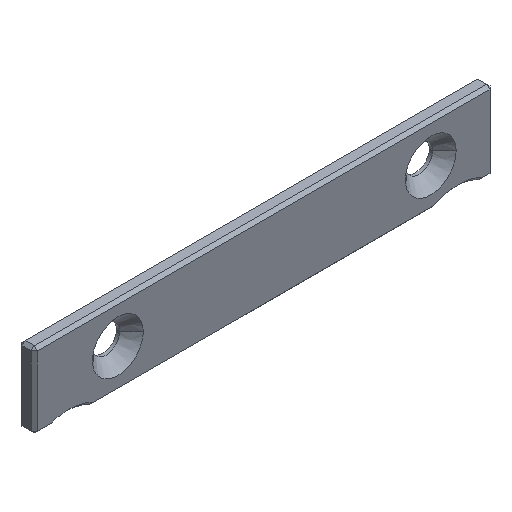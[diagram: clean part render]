
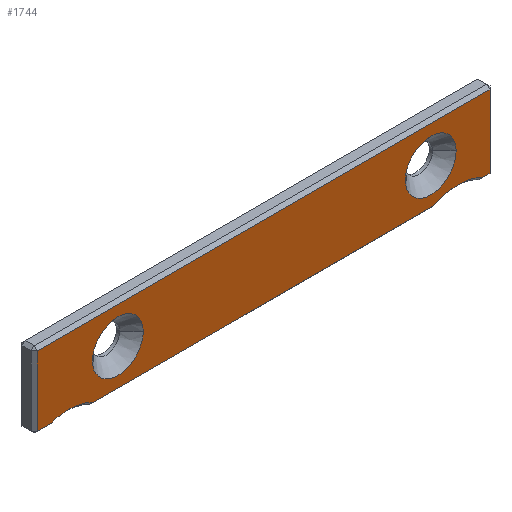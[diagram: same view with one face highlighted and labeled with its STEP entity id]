
A CAD part, isometric view. The second image highlights one B-rep face of the part: STEP entity #1744.
In plain terms, the highlighted planar face has unit normal (0, -1, 0).
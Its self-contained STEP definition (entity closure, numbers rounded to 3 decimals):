
#400=DIRECTION('',(0.,0.,1.));
#401=VECTOR('',#400,23.);
#402=CARTESIAN_POINT('',(-74.901,-404.,296.2));
#403=LINE('',#402,#401);
#561=DIRECTION('',(0.,0.,-1.));
#562=VECTOR('',#561,24.);
#563=CARTESIAN_POINT('',(74.901,-404.,319.2));
#564=LINE('',#563,#562);
#610=DIRECTION('',(1.,0.,0.));
#611=VECTOR('',#610,149.802);
#612=CARTESIAN_POINT('',(-74.901,-404.,319.2));
#613=LINE('',#612,#611);
#631=CARTESIAN_POINT('',(64.401,-404.,279.7));
#632=DIRECTION('',(0.,1.,0.));
#633=DIRECTION('',(0.,0.,1.));
#634=AXIS2_PLACEMENT_3D('',#631,#632,#633);
#639=CARTESIAN_POINT('',(64.401,-404.,279.7));
#640=DIRECTION('',(0.,1.,0.));
#641=DIRECTION('',(-0.464,0.,0.886));
#642=AXIS2_PLACEMENT_3D('',#639,#640,#641);
#647=CARTESIAN_POINT('',(-64.401,-404.,279.7));
#648=DIRECTION('',(0.,1.,0.));
#649=DIRECTION('',(0.,0.,1.));
#650=AXIS2_PLACEMENT_3D('',#647,#648,#649);
#655=CARTESIAN_POINT('',(-64.401,-404.,279.7));
#656=DIRECTION('',(0.,1.,0.));
#657=DIRECTION('',(-0.333,0.,0.943));
#658=AXIS2_PLACEMENT_3D('',#655,#656,#657);
#663=CARTESIAN_POINT('',(55.3,-404.,307.2));
#664=DIRECTION('',(0.,1.,0.));
#665=DIRECTION('',(-1.,0.,0.));
#666=AXIS2_PLACEMENT_3D('',#663,#664,#665);
#671=CARTESIAN_POINT('',(55.3,-404.,307.2));
#672=DIRECTION('',(0.,1.,0.));
#673=DIRECTION('',(1.,0.,0.));
#674=AXIS2_PLACEMENT_3D('',#671,#672,#673);
#679=CARTESIAN_POINT('',(-48.201,-404.,307.2));
#680=DIRECTION('',(0.,1.,0.));
#681=DIRECTION('',(-1.,0.,0.));
#682=AXIS2_PLACEMENT_3D('',#679,#680,#681);
#687=CARTESIAN_POINT('',(-48.201,-404.,307.2));
#688=DIRECTION('',(0.,1.,0.));
#689=DIRECTION('',(1.,0.,0.));
#690=AXIS2_PLACEMENT_3D('',#687,#688,#689);
#695=DIRECTION('',(-1.,0.,0.));
#696=VECTOR('',#695,4.669);
#697=CARTESIAN_POINT('',(-70.232,-404.,296.2));
#698=LINE('',#697,#696);
#707=CARTESIAN_POINT('',(-70.232,-404.,296.2));
#745=DIRECTION('',(-1.,0.,0.));
#746=VECTOR('',#745,112.554);
#747=CARTESIAN_POINT('',(56.277,-404.,295.2));
#748=LINE('',#747,#746);
#795=DIRECTION('',(-1.,0.,0.));
#796=VECTOR('',#795,2.376);
#797=CARTESIAN_POINT('',(74.901,-404.,295.2));
#798=LINE('',#797,#796);
#928=CARTESIAN_POINT('',(-74.901,-404.,319.2));
#929=VERTEX_POINT('',#928);
#931=CARTESIAN_POINT('',(-74.901,-404.,296.2));
#933=VERTEX_POINT('',#931);
#936=VERTEX_POINT('',#707);
#941=CARTESIAN_POINT('',(-64.401,-404.,297.2));
#942=VERTEX_POINT('',#941);
#943=CARTESIAN_POINT('',(-56.277,-404.,295.2));
#944=VERTEX_POINT('',#943);
#945=CARTESIAN_POINT('',(56.277,-404.,295.2));
#946=VERTEX_POINT('',#945);
#947=CARTESIAN_POINT('',(64.401,-404.,297.2));
#948=VERTEX_POINT('',#947);
#949=CARTESIAN_POINT('',(72.525,-404.,295.2));
#950=VERTEX_POINT('',#949);
#951=CARTESIAN_POINT('',(74.901,-404.,295.2));
#952=VERTEX_POINT('',#951);
#953=CARTESIAN_POINT('',(74.901,-404.,319.2));
#954=VERTEX_POINT('',#953);
#993=CARTESIAN_POINT('',(-56.601,-404.,307.2));
#994=VERTEX_POINT('',#993);
#995=CARTESIAN_POINT('',(-39.801,-404.,307.2));
#996=VERTEX_POINT('',#995);
#1005=CARTESIAN_POINT('',(46.9,-404.,307.2));
#1006=VERTEX_POINT('',#1005);
#1007=CARTESIAN_POINT('',(63.7,-404.,307.2));
#1008=VERTEX_POINT('',#1007);
#1708=CARTESIAN_POINT('',(-273.,-404.,265.7));
#1709=DIRECTION('',(0.,-1.,0.));
#1710=DIRECTION('',(0.,0.,-1.));
#1711=AXIS2_PLACEMENT_3D('',#1708,#1709,#1710);
#1712=PLANE('',#1711);
#1714=ORIENTED_EDGE('',*,*,#1713,.T.);
#1715=ORIENTED_EDGE('',*,*,#1372,.T.);
#1716=ORIENTED_EDGE('',*,*,#1678,.T.);
#1717=ORIENTED_EDGE('',*,*,#1577,.T.);
#1719=ORIENTED_EDGE('',*,*,#1718,.T.);
#1721=ORIENTED_EDGE('',*,*,#1720,.F.);
#1723=ORIENTED_EDGE('',*,*,#1722,.F.);
#1725=ORIENTED_EDGE('',*,*,#1724,.T.);
#1727=ORIENTED_EDGE('',*,*,#1726,.F.);
#1729=ORIENTED_EDGE('',*,*,#1728,.F.);
#1730=EDGE_LOOP('',(#1714,#1715,#1716,#1717,#1719,#1721,#1723,#1725,#1727,
#1729));
#1731=FACE_OUTER_BOUND('',#1730,.F.);
#1733=ORIENTED_EDGE('',*,*,#1732,.F.);
#1735=ORIENTED_EDGE('',*,*,#1734,.F.);
#1736=EDGE_LOOP('',(#1733,#1735));
#1737=FACE_BOUND('',#1736,.F.);
#1739=ORIENTED_EDGE('',*,*,#1738,.F.);
#1741=ORIENTED_EDGE('',*,*,#1740,.F.);
#1742=EDGE_LOOP('',(#1739,#1741));
#1743=FACE_BOUND('',#1742,.F.);
#635=CIRCLE('',#634,17.5);
#643=CIRCLE('',#642,17.5);
#651=CIRCLE('',#650,17.5);
#659=CIRCLE('',#658,17.5);
#667=CIRCLE('',#666,8.4);
#675=CIRCLE('',#674,8.4);
#683=CIRCLE('',#682,8.4);
#691=CIRCLE('',#690,8.4);
#1372=EDGE_CURVE('',#933,#929,#403,.T.);
#1577=EDGE_CURVE('',#954,#952,#564,.T.);
#1678=EDGE_CURVE('',#929,#954,#613,.T.);
#1713=EDGE_CURVE('',#936,#933,#698,.T.);
#1718=EDGE_CURVE('',#952,#950,#798,.T.);
#1720=EDGE_CURVE('',#948,#950,#635,.T.);
#1722=EDGE_CURVE('',#946,#948,#643,.T.);
#1724=EDGE_CURVE('',#946,#944,#748,.T.);
#1726=EDGE_CURVE('',#942,#944,#651,.T.);
#1728=EDGE_CURVE('',#936,#942,#659,.T.);
#1732=EDGE_CURVE('',#1006,#1008,#667,.T.);
#1734=EDGE_CURVE('',#1008,#1006,#675,.T.);
#1738=EDGE_CURVE('',#994,#996,#683,.T.);
#1740=EDGE_CURVE('',#996,#994,#691,.T.);
#1744=ADVANCED_FACE('',(#1731,#1737,#1743),#1712,.T.);
